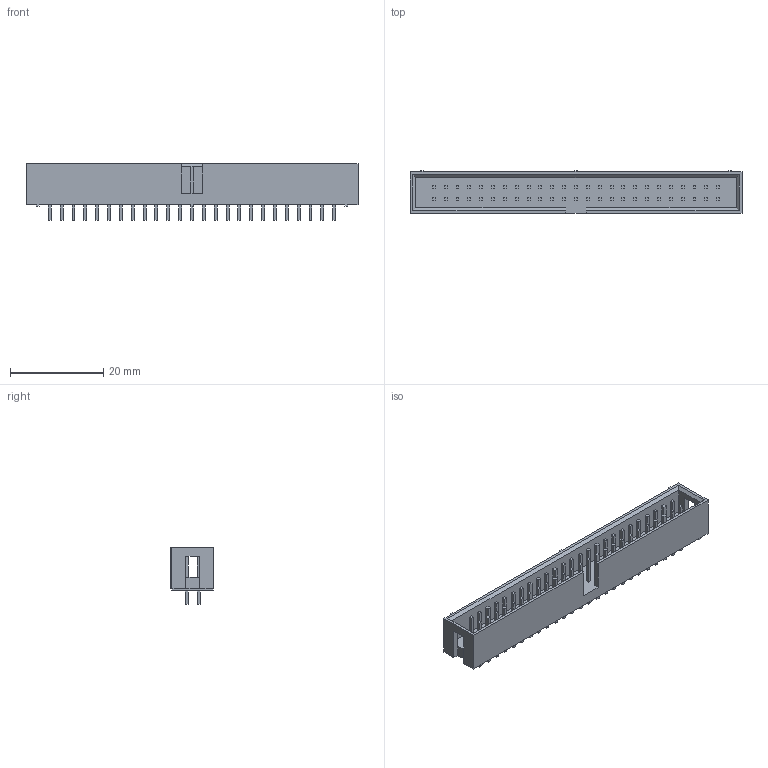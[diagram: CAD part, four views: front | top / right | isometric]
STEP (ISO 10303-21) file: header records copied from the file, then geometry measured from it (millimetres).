
FILE_DESCRIPTION (( 'STEP AP214' ), '1' );
FILE_NAME ('User Library-BH-10...64.STEP', '2010-11-05T13:38:31', ( 'sysAdmin' ), ( 'SolidWorks' ), 'SwSTEP 2.0', 'SolidWorks 2011', '' );
FILE_SCHEMA (( 'AUTOMOTIVE_DESIGN' ));
Length unit declared in the file: millimetre
Products named in the file (1): User Library-BH-10...64
Bounding box: 71.16 x 9.2 x 12.14 mm (x, y, z)
Volume: 2840.2 mm3; surface area: 4695.6 mm2
Topology: 1 solids, 1 shells, 569 faces, 1387 edges, 914 vertices
Faces by surface type: plane 569
Entity records: 22245 total; most frequent: CARTESIAN_POINT 2871, ORIENTED_EDGE 2774, DIRECTION 2527, EDGE_CURVE 1387, VECTOR 1387, LINE 1387, VERTEX_POINT 914, EDGE_LOOP 667
